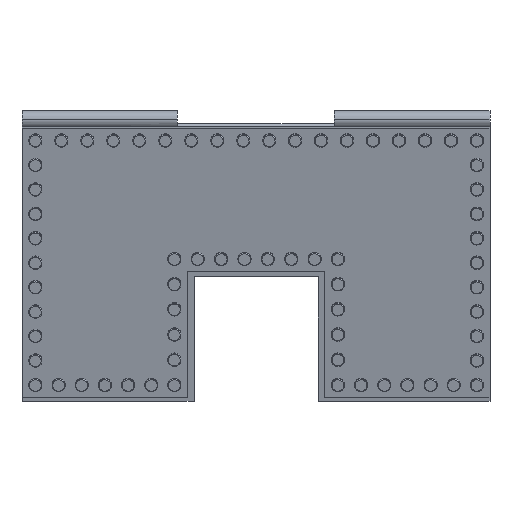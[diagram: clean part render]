
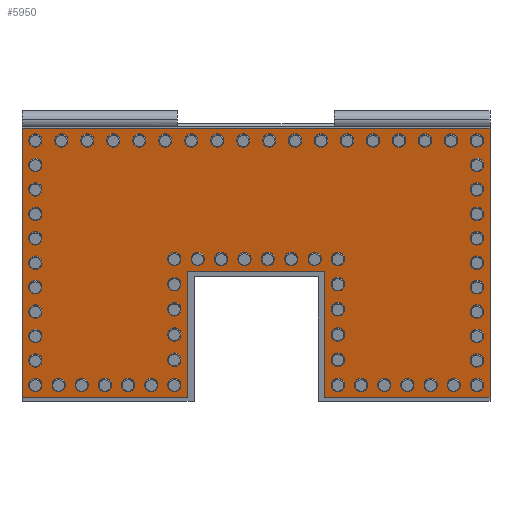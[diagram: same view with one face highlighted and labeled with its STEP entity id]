
A CAD part, top view. The second image highlights one B-rep face of the part: STEP entity #5950.
In plain terms, the highlighted planar face has unit normal (0, -0.225, 0.974).
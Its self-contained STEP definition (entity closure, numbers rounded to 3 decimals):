
#5792=CARTESIAN_POINT('',(0.05,-1.427,2.749));
#5793=VERTEX_POINT('',#5792);
#5808=CARTESIAN_POINT('',(0.05,-42.555,-6.746));
#5809=VERTEX_POINT('',#5808);
#5816=CARTESIAN_POINT('',(0.05,-42.555,-6.746));
#5817=DIRECTION('',(0.,0.974,0.225));
#5818=VECTOR('',#5817,42.209);
#5819=LINE('',#5816,#5818);
#5820=EDGE_CURVE('',#5809,#5793,#5819,.T.);
#5888=CARTESIAN_POINT('',(35.8,-21.808,-1.956));
#5889=DIRECTION('',(0.,0.225,-0.974));
#5890=DIRECTION('',(0.,-0.974,-0.225));
#5891=AXIS2_PLACEMENT_3D('',#5888,#5889,#5890);
#5892=PLANE('',#5891);
#5893=CARTESIAN_POINT('',(71.55,-1.427,2.749));
#5894=VERTEX_POINT('',#5893);
#5895=CARTESIAN_POINT('',(0.05,-1.427,2.749));
#5896=DIRECTION('',(1.,-0.,0.));
#5897=VECTOR('',#5896,71.5);
#5898=LINE('',#5895,#5897);
#5899=EDGE_CURVE('',#5793,#5894,#5898,.T.);
#5900=ORIENTED_EDGE('',*,*,#5899,.F.);
#5901=ORIENTED_EDGE('',*,*,#5820,.F.);
#5902=CARTESIAN_POINT('',(25.3,-42.555,-6.746));
#5903=VERTEX_POINT('',#5902);
#5904=CARTESIAN_POINT('',(25.3,-42.555,-6.746));
#5905=DIRECTION('',(-1.,0.,-0.));
#5906=VECTOR('',#5905,25.25);
#5907=LINE('',#5904,#5906);
#5908=EDGE_CURVE('',#5903,#5809,#5907,.T.);
#5909=ORIENTED_EDGE('',*,*,#5908,.F.);
#5910=CARTESIAN_POINT('',(25.3,-23.299,-2.3));
#5911=VERTEX_POINT('',#5910);
#5912=CARTESIAN_POINT('',(25.3,-23.299,-2.3));
#5913=DIRECTION('',(-0.,-0.974,-0.225));
#5914=VECTOR('',#5913,19.762);
#5915=LINE('',#5912,#5914);
#5916=EDGE_CURVE('',#5911,#5903,#5915,.T.);
#5917=ORIENTED_EDGE('',*,*,#5916,.F.);
#5918=CARTESIAN_POINT('',(46.3,-23.299,-2.3));
#5919=VERTEX_POINT('',#5918);
#5920=CARTESIAN_POINT('',(46.3,-23.299,-2.3));
#5921=DIRECTION('',(-1.,-0.,-0.));
#5922=VECTOR('',#5921,21.);
#5923=LINE('',#5920,#5922);
#5924=EDGE_CURVE('',#5919,#5911,#5923,.T.);
#5925=ORIENTED_EDGE('',*,*,#5924,.F.);
#5926=CARTESIAN_POINT('',(46.3,-42.555,-6.746));
#5927=VERTEX_POINT('',#5926);
#5928=CARTESIAN_POINT('',(46.3,-42.555,-6.746));
#5929=DIRECTION('',(-0.,0.974,0.225));
#5930=VECTOR('',#5929,19.762);
#5931=LINE('',#5928,#5930);
#5932=EDGE_CURVE('',#5927,#5919,#5931,.T.);
#5933=ORIENTED_EDGE('',*,*,#5932,.F.);
#5934=CARTESIAN_POINT('',(71.55,-42.555,-6.746));
#5935=VERTEX_POINT('',#5934);
#5936=CARTESIAN_POINT('',(71.55,-42.555,-6.746));
#5937=DIRECTION('',(-1.,0.,-0.));
#5938=VECTOR('',#5937,25.25);
#5939=LINE('',#5936,#5938);
#5940=EDGE_CURVE('',#5935,#5927,#5939,.T.);
#5941=ORIENTED_EDGE('',*,*,#5940,.F.);
#5942=CARTESIAN_POINT('',(71.55,-1.427,2.749));
#5943=DIRECTION('',(-0.,-0.974,-0.225));
#5944=VECTOR('',#5943,42.209);
#5945=LINE('',#5942,#5944);
#5946=EDGE_CURVE('',#5894,#5935,#5945,.T.);
#5947=ORIENTED_EDGE('',*,*,#5946,.F.);
#5948=EDGE_LOOP('',(#5900,#5901,#5909,#5917,#5925,#5933,#5941,#5947));
#5949=FACE_BOUND('',#5948,.T.);
#5950=ADVANCED_FACE('',(#5949),#5892,.F.);
